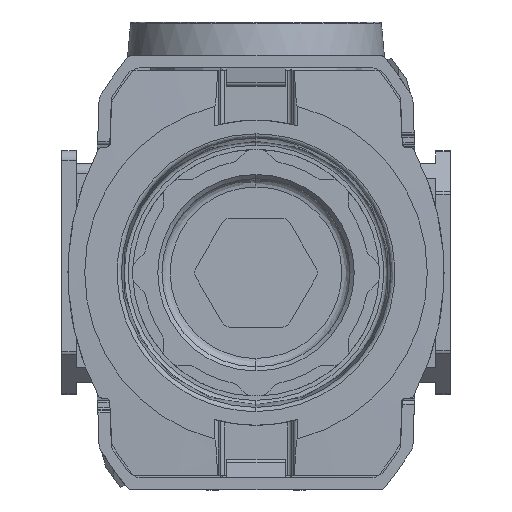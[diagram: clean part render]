
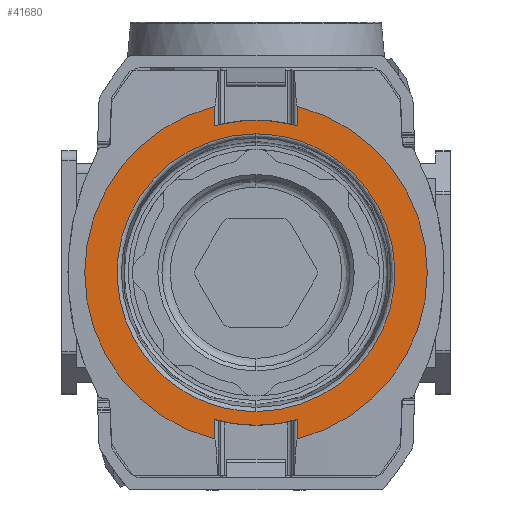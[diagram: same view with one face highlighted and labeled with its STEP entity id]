
A CAD part, front view. The second image highlights one B-rep face of the part: STEP entity #41680.
In plain terms, the highlighted planar face has unit normal (0, -1, 0).
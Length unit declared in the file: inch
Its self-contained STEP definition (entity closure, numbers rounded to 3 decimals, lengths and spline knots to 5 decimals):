
#713 = VERTEX_POINT ( 'NONE', #22157 ) ;
#1257 = VERTEX_POINT ( 'NONE', #15645 ) ;
#1869 = DIRECTION ( 'NONE',  ( 0., 1., 0. ) ) ;
#3018 = VERTEX_POINT ( 'NONE', #16702 ) ;
#3209 = ORIENTED_EDGE ( 'NONE', *, *, #56078, .F. ) ;
#4501 = VERTEX_POINT ( 'NONE', #22796 ) ;
#5183 = ORIENTED_EDGE ( 'NONE', *, *, #71044, .F. ) ;
#5890 = DIRECTION ( 'NONE',  ( 0., 0., 1. ) ) ;
#6541 = EDGE_CURVE ( 'NONE', #35042, #713, #13654, .T. ) ;
#7469 = DIRECTION ( 'NONE',  ( 0., 0., 1. ) ) ;
#9146 = EDGE_CURVE ( 'NONE', #713, #39771, #62806, .T. ) ;
#9493 = CARTESIAN_POINT ( 'NONE',  ( -0.1952, 0., 0.78312 ) ) ;
#10202 = CIRCLE ( 'NONE', #52377, 0.80709 ) ;
#10685 = CARTESIAN_POINT ( 'NONE',  ( 1.30829, 0., -0.65414 ) ) ;
#11635 = DIRECTION ( 'NONE',  ( 0., 1., 0. ) ) ;
#12522 = EDGE_CURVE ( 'NONE', #3018, #57766, #10202, .T. ) ;
#12967 = EDGE_CURVE ( 'NONE', #4501, #68905, #69228, .T. ) ;
#13654 = CIRCLE ( 'NONE', #29331, 0.7185 ) ;
#13872 = FACE_OUTER_BOUND ( 'NONE', #41732, .T. ) ;
#14109 = EDGE_CURVE ( 'NONE', #27149, #4501, #36750, .T. ) ;
#14781 = DIRECTION ( 'NONE',  ( 0., 0., 1. ) ) ;
#15372 =( BOUNDED_CURVE ( )  B_SPLINE_CURVE ( 3, ( #51393, #68765, #20184, #37168 ),
 .UNSPECIFIED., .F., .T. ) 
 B_SPLINE_CURVE_WITH_KNOTS ( ( 4, 4 ),
 ( 0.5, 1. ),
 .UNSPECIFIED. ) 
 CURVE ( )  GEOMETRIC_REPRESENTATION_ITEM ( )  RATIONAL_B_SPLINE_CURVE ( ( 1., 0.333, 0.333, 1. ) ) 
 REPRESENTATION_ITEM ( '' )  );
#15645 = CARTESIAN_POINT ( 'NONE',  ( 0., 0., -0.65414 ) ) ;
#16187 = DIRECTION ( 'NONE',  ( -1., 0., 0. ) ) ;
#16702 = CARTESIAN_POINT ( 'NONE',  ( 0.1952, 0., 0.78312 ) ) ;
#16991 = DIRECTION ( 'NONE',  ( 0., 0., 1. ) ) ;
#18477 = DIRECTION ( 'NONE',  ( 0., 1., 0. ) ) ;
#20184 = CARTESIAN_POINT ( 'NONE',  ( -1.30829, 0., -0.65414 ) ) ;
#20236 = LINE ( 'NONE', #43252, #39318 ) ;
#22157 = CARTESIAN_POINT ( 'NONE',  ( 0., 0., 0.7185 ) ) ;
#22306 = AXIS2_PLACEMENT_3D ( 'NONE', #57598, #45155, #5890 ) ;
#22796 = CARTESIAN_POINT ( 'NONE',  ( -0.1952, 0., -0.69148 ) ) ;
#24948 = DIRECTION ( 'NONE',  ( 0., 1., 0. ) ) ;
#24992 = LINE ( 'NONE', #31028, #71349 ) ;
#26296 = EDGE_LOOP ( 'NONE', ( #61899, #63231 ) ) ;
#26569 = CARTESIAN_POINT ( 'NONE',  ( 0., 0., 0.65414 ) ) ;
#27149 = VERTEX_POINT ( 'NONE', #36194 ) ;
#27792 = EDGE_CURVE ( 'NONE', #1257, #35281, #52850, .T. ) ;
#28978 = CARTESIAN_POINT ( 'NONE',  ( 0., 0., 0. ) ) ;
#29331 = AXIS2_PLACEMENT_3D ( 'NONE', #52450, #18477, #16991 ) ;
#29431 = CARTESIAN_POINT ( 'NONE',  ( 0., 0., 0. ) ) ;
#30249 = AXIS2_PLACEMENT_3D ( 'NONE', #37017, #24948, #70643 ) ;
#31028 = CARTESIAN_POINT ( 'NONE',  ( 0.1952, 0., 0.57087 ) ) ;
#34015 = CARTESIAN_POINT ( 'NONE',  ( 0.1952, 0., 0.57087 ) ) ;
#35026 = ORIENTED_EDGE ( 'NONE', *, *, #12522, .F. ) ;
#35042 = VERTEX_POINT ( 'NONE', #37708 ) ;
#35116 = DIRECTION ( 'NONE',  ( 0., 0., 1. ) ) ;
#35281 = VERTEX_POINT ( 'NONE', #26569 ) ;
#36194 = CARTESIAN_POINT ( 'NONE',  ( 0.1952, 0., -0.69148 ) ) ;
#36750 = CIRCLE ( 'NONE', #22306, 0.7185 ) ;
#36764 = EDGE_CURVE ( 'NONE', #35281, #1257, #15372, .T. ) ;
#36893 = PLANE ( 'NONE',  #59430 ) ;
#37017 = CARTESIAN_POINT ( 'NONE',  ( 0., 0., 0. ) ) ;
#37168 = CARTESIAN_POINT ( 'NONE',  ( 0., 0., -0.65414 ) ) ;
#37696 = DIRECTION ( 'NONE',  ( 0., 0., 1. ) ) ;
#37708 = CARTESIAN_POINT ( 'NONE',  ( -0.1952, 0., 0.69148 ) ) ;
#39318 = VECTOR ( 'NONE', #54591, 39.37008 ) ;
#39369 = CARTESIAN_POINT ( 'NONE',  ( 0., 0., 0.65414 ) ) ;
#39771 = VERTEX_POINT ( 'NONE', #68586 ) ;
#40481 = CARTESIAN_POINT ( 'NONE',  ( 1.30829, 0., 0.65414 ) ) ;
#40586 = CARTESIAN_POINT ( 'NONE',  ( -0.1952, 0., -0.78312 ) ) ;
#41680 = ADVANCED_FACE ( 'NONE', ( #72368, #13872 ), #36893, .F. ) ;
#41732 = EDGE_LOOP ( 'NONE', ( #35026, #3209, #56843, #54919, #44427, #5183, #43579, #53186, #72451 ) ) ;
#43252 = CARTESIAN_POINT ( 'NONE',  ( -0.1952, 0., 0.57087 ) ) ;
#43579 = ORIENTED_EDGE ( 'NONE', *, *, #12967, .F. ) ;
#44427 = ORIENTED_EDGE ( 'NONE', *, *, #73483, .F. ) ;
#45155 = DIRECTION ( 'NONE',  ( 0., 1., 0. ) ) ;
#46562 = CARTESIAN_POINT ( 'NONE',  ( -0.1952, 0., 0.57087 ) ) ;
#50841 = CARTESIAN_POINT ( 'NONE',  ( 0.1952, 0., -0.78312 ) ) ;
#51393 = CARTESIAN_POINT ( 'NONE',  ( 0., 0., 0.65414 ) ) ;
#51595 = VERTEX_POINT ( 'NONE', #9493 ) ;
#52377 = AXIS2_PLACEMENT_3D ( 'NONE', #28978, #11635, #16187 ) ;
#52450 = CARTESIAN_POINT ( 'NONE',  ( 0., 0., 0. ) ) ;
#52850 =( BOUNDED_CURVE ( )  B_SPLINE_CURVE ( 3, ( #61660, #10685, #40481, #39369 ),
 .UNSPECIFIED., .F., .F. ) 
 B_SPLINE_CURVE_WITH_KNOTS ( ( 4, 4 ),
 ( 0., 0.5 ),
 .UNSPECIFIED. ) 
 CURVE ( )  GEOMETRIC_REPRESENTATION_ITEM ( )  RATIONAL_B_SPLINE_CURVE ( ( 1., 0.333, 0.333, 1. ) ) 
 REPRESENTATION_ITEM ( '' )  );
#52912 = AXIS2_PLACEMENT_3D ( 'NONE', #29431, #1869, #37696 ) ;
#53186 = ORIENTED_EDGE ( 'NONE', *, *, #14109, .F. ) ;
#53562 = VECTOR ( 'NONE', #69601, 39.37008 ) ;
#53727 = EDGE_CURVE ( 'NONE', #57766, #27149, #24992, .T. ) ;
#53891 = DIRECTION ( 'NONE',  ( 0., 1., 0. ) ) ;
#54591 = DIRECTION ( 'NONE',  ( 0., 0., -1. ) ) ;
#54919 = ORIENTED_EDGE ( 'NONE', *, *, #6541, .F. ) ;
#56078 = EDGE_CURVE ( 'NONE', #39771, #3018, #68758, .T. ) ;
#56843 = ORIENTED_EDGE ( 'NONE', *, *, #9146, .F. ) ;
#57598 = CARTESIAN_POINT ( 'NONE',  ( 0., 0., 0. ) ) ;
#57766 = VERTEX_POINT ( 'NONE', #50841 ) ;
#59430 = AXIS2_PLACEMENT_3D ( 'NONE', #59923, #53891, #7469 ) ;
#59923 = CARTESIAN_POINT ( 'NONE',  ( -0.71824, 0., 0.57087 ) ) ;
#61660 = CARTESIAN_POINT ( 'NONE',  ( 0., 0., -0.65414 ) ) ;
#61899 = ORIENTED_EDGE ( 'NONE', *, *, #27792, .F. ) ;
#62018 = VECTOR ( 'NONE', #35116, 39.37008 ) ;
#62806 = CIRCLE ( 'NONE', #30249, 0.7185 ) ;
#63231 = ORIENTED_EDGE ( 'NONE', *, *, #36764, .F. ) ;
#66361 = CIRCLE ( 'NONE', #52912, 0.80709 ) ;
#68586 = CARTESIAN_POINT ( 'NONE',  ( 0.1952, 0., 0.69148 ) ) ;
#68758 = LINE ( 'NONE', #34015, #62018 ) ;
#68765 = CARTESIAN_POINT ( 'NONE',  ( -1.30829, 0., 0.65414 ) ) ;
#68905 = VERTEX_POINT ( 'NONE', #40586 ) ;
#69228 = LINE ( 'NONE', #46562, #53562 ) ;
#69601 = DIRECTION ( 'NONE',  ( 0., 0., -1. ) ) ;
#70643 = DIRECTION ( 'NONE',  ( 0., 0., 1. ) ) ;
#71044 = EDGE_CURVE ( 'NONE', #68905, #51595, #66361, .T. ) ;
#71349 = VECTOR ( 'NONE', #14781, 39.37008 ) ;
#72368 = FACE_BOUND ( 'NONE', #26296, .T. ) ;
#72451 = ORIENTED_EDGE ( 'NONE', *, *, #53727, .F. ) ;
#73483 = EDGE_CURVE ( 'NONE', #51595, #35042, #20236, .T. ) ;
